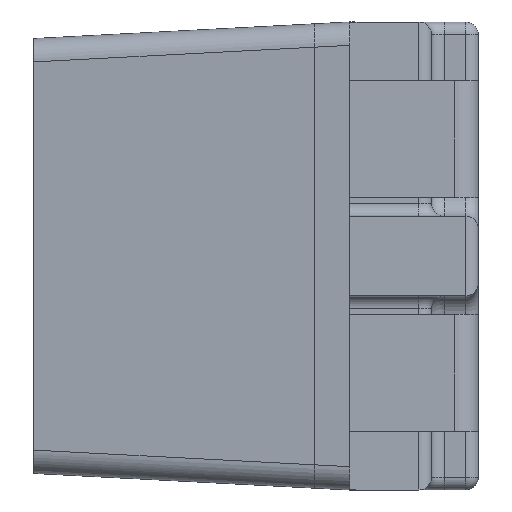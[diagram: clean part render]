
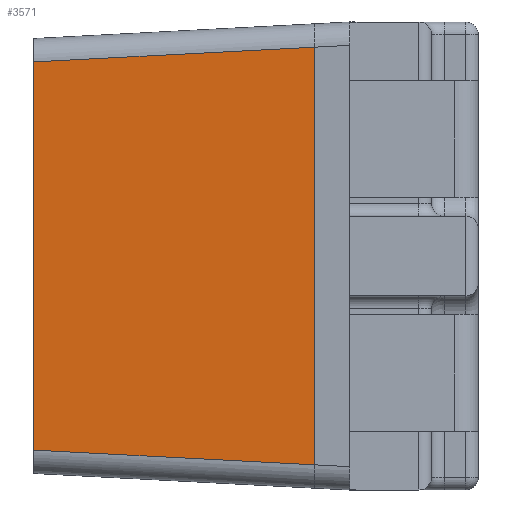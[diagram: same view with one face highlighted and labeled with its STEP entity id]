
A CAD part, left-side view. The second image highlights one B-rep face of the part: STEP entity #3571.
In plain terms, the highlighted planar face has unit normal (-0.999, 0.052, 0).
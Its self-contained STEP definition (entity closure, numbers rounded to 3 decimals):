
#41 = AXIS2_PLACEMENT_3D ( 'NONE', #3593, #563, #4142 ) ;
#50 = ORIENTED_EDGE ( 'NONE', *, *, #672, .T. ) ;
#60 = CARTESIAN_POINT ( 'NONE',  ( -1.029, 1.35, 0.829 ) ) ;
#563 = DIRECTION ( 'NONE',  ( -0.999, 0.052, 0. ) ) ;
#626 = DIRECTION ( 'NONE',  ( -0.052, -0.997, -0.052 ) ) ;
#672 = EDGE_CURVE ( 'NONE', #5889, #2494, #2802, .T. ) ;
#865 = EDGE_CURVE ( 'NONE', #1004, #5720, #3547, .T. ) ;
#919 = CARTESIAN_POINT ( 'NONE',  ( -1.092, 0.15, -1. ) ) ;
#1004 = VERTEX_POINT ( 'NONE', #5910 ) ;
#1115 = EDGE_LOOP ( 'NONE', ( #6487, #50, #3731, #4741 ) ) ;
#1136 = VECTOR ( 'NONE', #3488, 1000. ) ;
#1170 = DIRECTION ( 'NONE',  ( 0.052, 0.997, -0.052 ) ) ;
#1389 = LINE ( 'NONE', #3631, #3979 ) ;
#2127 = EDGE_CURVE ( 'NONE', #5889, #5720, #1389, .T. ) ;
#2164 = VECTOR ( 'NONE', #1170, 1000. ) ;
#2191 = CARTESIAN_POINT ( 'NONE',  ( -1.095, 0.099, 0.895 ) ) ;
#2375 = CARTESIAN_POINT ( 'NONE',  ( -1.092, 0.15, -0.892 ) ) ;
#2494 = VERTEX_POINT ( 'NONE', #2375 ) ;
#2802 = LINE ( 'NONE', #3664, #5508 ) ;
#3488 = DIRECTION ( 'NONE',  ( 0., 0., 1. ) ) ;
#3523 = EDGE_CURVE ( 'NONE', #2494, #1004, #5209, .T. ) ;
#3547 = LINE ( 'NONE', #2191, #2164 ) ;
#3571 = ADVANCED_FACE ( 'NONE', ( #4963 ), #6079, .T. ) ;
#3593 = CARTESIAN_POINT ( 'NONE',  ( -1.1, 0., -1. ) ) ;
#3631 = CARTESIAN_POINT ( 'NONE',  ( -1.029, 1.35, -1. ) ) ;
#3664 = CARTESIAN_POINT ( 'NONE',  ( -1.1, -0.005, -0.9 ) ) ;
#3731 = ORIENTED_EDGE ( 'NONE', *, *, #3523, .T. ) ;
#3979 = VECTOR ( 'NONE', #4201, 1000. ) ;
#4142 = DIRECTION ( 'NONE',  ( -0.052, -0.999, 0. ) ) ;
#4201 = DIRECTION ( 'NONE',  ( 0., 0., 1. ) ) ;
#4741 = ORIENTED_EDGE ( 'NONE', *, *, #865, .T. ) ;
#4963 = FACE_OUTER_BOUND ( 'NONE', #1115, .T. ) ;
#5209 = LINE ( 'NONE', #919, #1136 ) ;
#5508 = VECTOR ( 'NONE', #626, 1000. ) ;
#5709 = CARTESIAN_POINT ( 'NONE',  ( -1.029, 1.35, -0.829 ) ) ;
#5720 = VERTEX_POINT ( 'NONE', #60 ) ;
#5889 = VERTEX_POINT ( 'NONE', #5709 ) ;
#5910 = CARTESIAN_POINT ( 'NONE',  ( -1.092, 0.15, 0.892 ) ) ;
#6079 = PLANE ( 'NONE',  #41 ) ;
#6487 = ORIENTED_EDGE ( 'NONE', *, *, #2127, .F. ) ;
